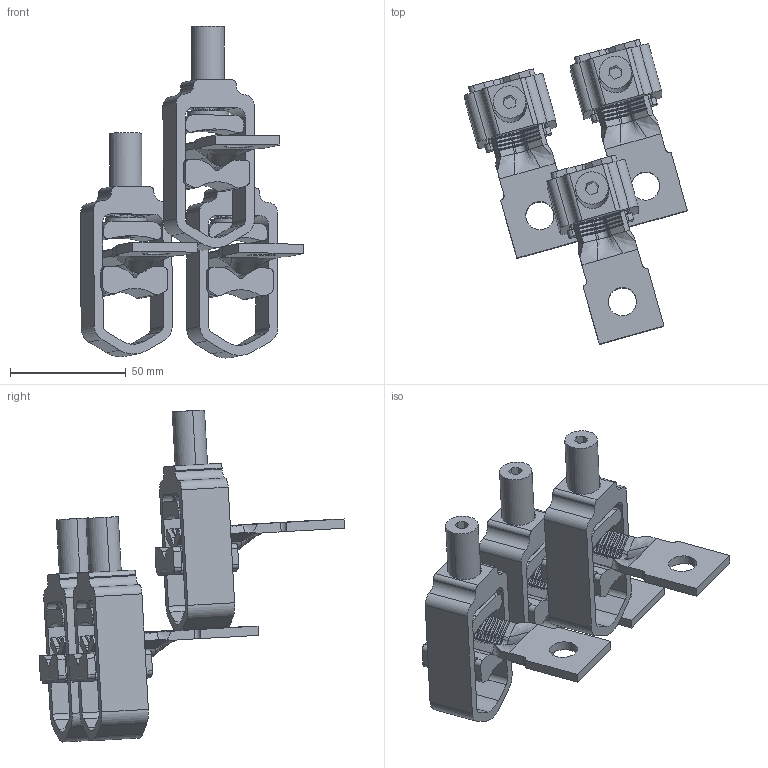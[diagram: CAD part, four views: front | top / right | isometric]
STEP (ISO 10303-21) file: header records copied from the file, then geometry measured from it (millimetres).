
FILE_DESCRIPTION((''),'2;1');
FILE_NAME('1SEB304457_ASM','2020-08-05T10:35:10',('FIALPRI1'),(''),'CREO PARAMETRIC BY PTC INC, 2019164','CREO PARAMETRIC BY PTC INC, 2019164','');
FILE_SCHEMA(('AUTOMOTIVE_DESIGN { 1 0 10303 214 1 1 1 1 }'));
Products named in the file (8): 1SEP408111P0002_A; MIG101508_01; MIG100046_03; 1SEP408_01; MIG101509_01; GZN490084P0109_01; NHSN722067P0013_A_ASM; 1SEB304457_ASM
Assembly tree (11 placements, depth 3):
  1SEB304457_ASM
    1SEP408111P0002_A  x3
    NHSN722067P0013_A_ASM  x3
      MIG101508_01
      MIG100046_03
      1SEP408_01
      MIG101509_01
      GZN490084P0109_01
Bounding box: 96.16 x 131.91 x 143.4 mm (x, y, z)
Volume: 118918.5 mm3; surface area: 64243.4 mm2
Topology: 18 solids, 18 shells, 1308 faces, 3225 edges, 2145 vertices
Faces by surface type: plane 561, bspline 294, cylinder 294, extrusion 135, cone 24
Entity records: 27219 total; most frequent: CARTESIAN_POINT 8799, ORIENTED_EDGE 2026, DIRECTION 1930, PRESENTATION_STYLE_ASSIGNMENT 1156, STYLED_ITEM 1156, CURVE_STYLE 1114, EDGE_CURVE 1013, VECTOR 821
